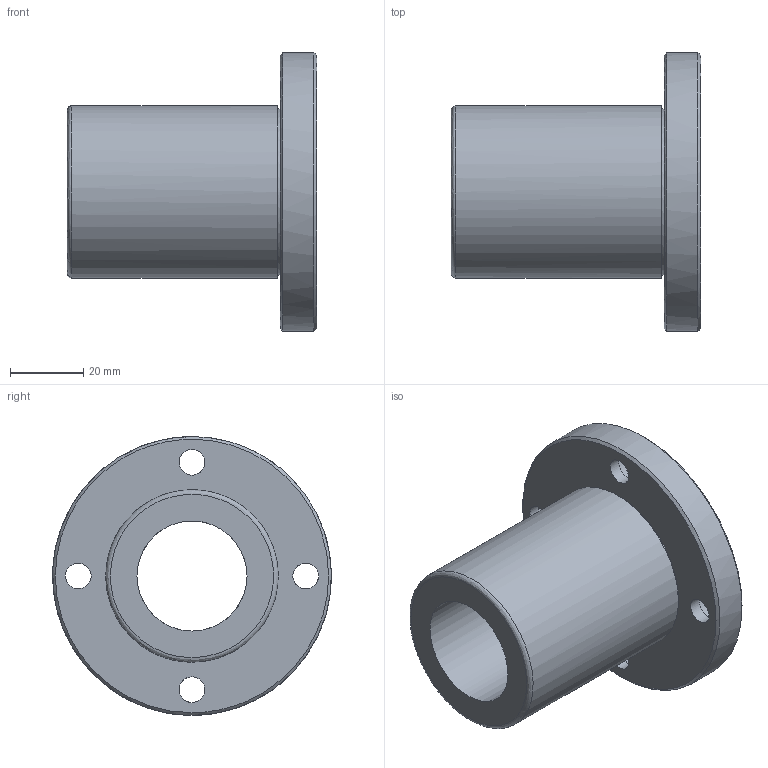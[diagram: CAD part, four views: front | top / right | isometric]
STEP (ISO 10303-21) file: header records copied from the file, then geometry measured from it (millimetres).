
FILE_DESCRIPTION ((), '1');
FILE_NAME ('FK10-030.stp', '2020-09-08T12:43:07', ('Unknown'), ('Unknown'), 'HarmonyWare STEP v2.0.5', 'Vectorworks', '');
FILE_SCHEMA (('CONFIG_CONTROL_DESIGN'));
Length unit declared in the file: millimetre
Products named in the file (1): NONE
Bounding box: 68 x 75.98 x 76 mm (x, y, z)
Volume: 95010.1 mm3; surface area: 25891.6 mm2
Topology: 1 solids, 1 shells, 23 faces, 90 edges, 75 vertices
Faces by surface type: bspline 23
Entity records: 1966 total; most frequent: CARTESIAN_POINT 1356, ORIENTED_EDGE 180, EDGE_CURVE 90, VERTEX_POINT 75, B_SPLINE_CURVE_WITH_KNOTS 63, EDGE_LOOP 39, FACE_OUTER_BOUND 23, ADVANCED_FACE 23
